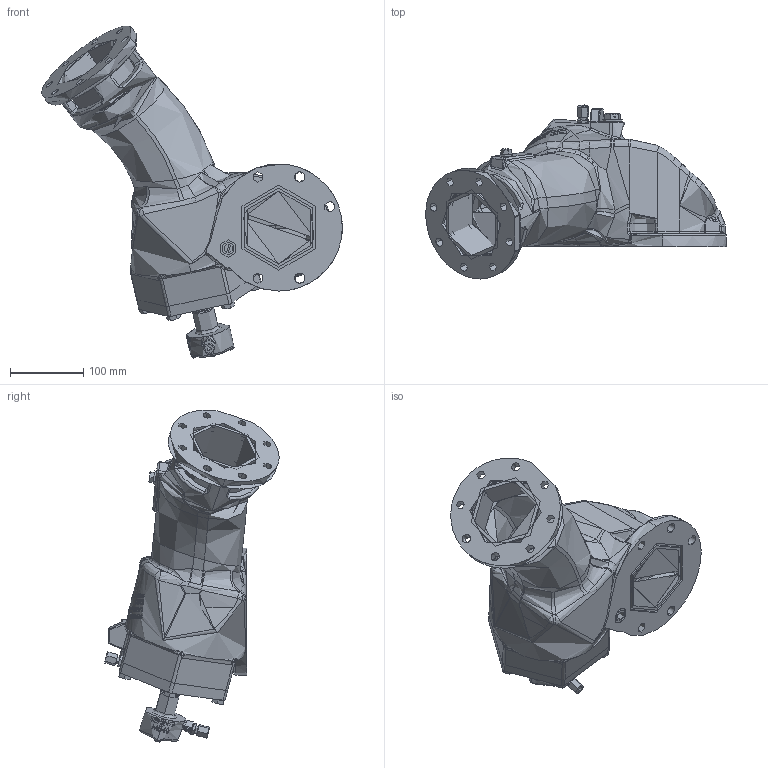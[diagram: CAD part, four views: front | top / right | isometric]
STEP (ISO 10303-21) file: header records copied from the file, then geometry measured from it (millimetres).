
FILE_DESCRIPTION (( 'STEP AP214' ), '1' );
FILE_NAME ('LA100-M_22770.STEP', '2013-07-15T12:06:32', ( 'Admin2' ), ( '' ), 'SwSTEP 2.0', 'SolidWorks 2010', '' );
FILE_SCHEMA (( 'AUTOMOTIVE_DESIGN' ));
Length unit declared in the file: millimetre
Products named in the file (1): LA100-M_22770
Bounding box: 411.63 x 238.75 x 454.59 mm (x, y, z)
Surface area: 466568.9 mm2 (no closed solid volume)
Topology: 0 solids, 35 shells, 1320 faces, 4097 edges, 2646 vertices
Faces by surface type: cylinder 396, bspline 395, plane 316, torus 96, cone 82, sphere 35
Entity records: 82982 total; most frequent: CARTESIAN_POINT 37332, ORIENTED_EDGE 6848, DIRECTION 5458, EDGE_CURVE 4040, VERTEX_POINT 2643, AXIS2_PLACEMENT_3D 2203, EDGE_LOOP 1454, UNCERTAINTY_MEASURE_WITH_UNIT 1322
